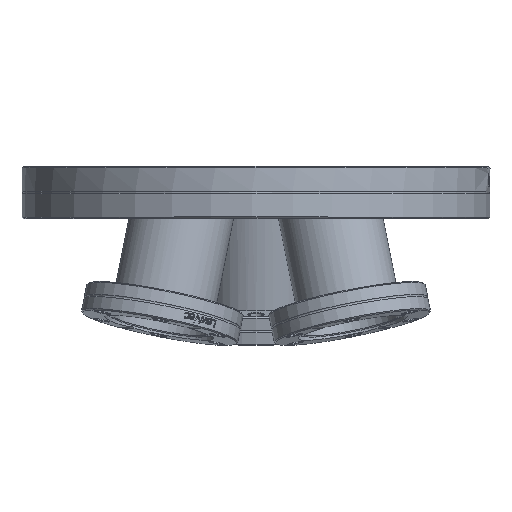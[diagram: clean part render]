
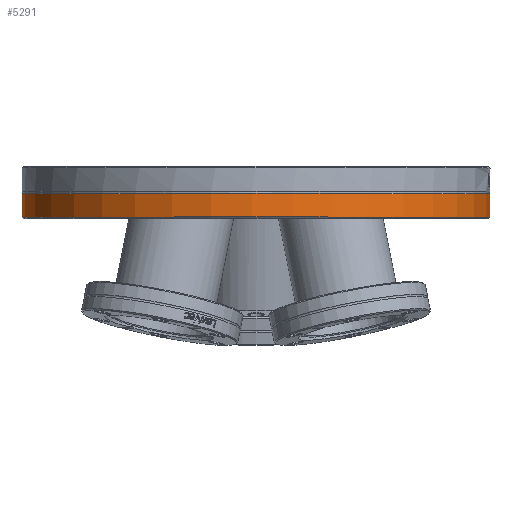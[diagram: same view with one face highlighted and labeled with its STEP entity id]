
A CAD part, top view. The second image highlights one B-rep face of the part: STEP entity #5291.
In plain terms, the highlighted cylindrical face has radius 101.5 mm (diameter 203 mm), a full revolution.
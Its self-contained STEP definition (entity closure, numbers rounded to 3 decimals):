
#558=CIRCLE('',#5700,101.5);
#559=CIRCLE('',#5701,101.5);
#581=CIRCLE('',#5725,101.5);
#582=CIRCLE('',#5726,101.5);
#583=CIRCLE('',#5727,101.5);
#870=FACE_OUTER_BOUND('',#1193,.T.);
#1193=EDGE_LOOP('',(#3625,#3626,#3627,#3628,#3629,#3630,#3631));
#1547=LINE('',#7585,#1856);
#1856=VECTOR('',#6280,101.5);
#2213=VERTEX_POINT('',#7530);
#2214=VERTEX_POINT('',#7531);
#2236=VERTEX_POINT('',#7579);
#2237=VERTEX_POINT('',#7580);
#2238=VERTEX_POINT('',#7582);
#2764=EDGE_CURVE('',#2213,#2214,#558,.T.);
#2765=EDGE_CURVE('',#2214,#2213,#559,.T.);
#2788=EDGE_CURVE('',#2236,#2237,#581,.T.);
#2789=EDGE_CURVE('',#2238,#2236,#582,.T.);
#2790=EDGE_CURVE('',#2237,#2238,#583,.T.);
#2791=EDGE_CURVE('',#2237,#2214,#1547,.T.);
#3625=ORIENTED_EDGE('',*,*,#2788,.F.);
#3626=ORIENTED_EDGE('',*,*,#2789,.F.);
#3627=ORIENTED_EDGE('',*,*,#2790,.F.);
#3628=ORIENTED_EDGE('',*,*,#2791,.T.);
#3629=ORIENTED_EDGE('',*,*,#2764,.F.);
#3630=ORIENTED_EDGE('',*,*,#2765,.F.);
#3631=ORIENTED_EDGE('',*,*,#2791,.F.);
#5230=CYLINDRICAL_SURFACE('',#5724,101.5);
#5291=ADVANCED_FACE('',(#870),#5230,.T.);
#5700=AXIS2_PLACEMENT_3D('',#7532,#6223,#6224);
#5701=AXIS2_PLACEMENT_3D('',#7533,#6225,#6226);
#5724=AXIS2_PLACEMENT_3D('',#7578,#6272,#6273);
#5725=AXIS2_PLACEMENT_3D('',#7581,#6274,#6275);
#5726=AXIS2_PLACEMENT_3D('',#7583,#6276,#6277);
#5727=AXIS2_PLACEMENT_3D('',#7584,#6278,#6279);
#6223=DIRECTION('center_axis',(0.,-1.,0.));
#6224=DIRECTION('ref_axis',(1.,0.,0.));
#6225=DIRECTION('center_axis',(0.,-1.,0.));
#6226=DIRECTION('ref_axis',(1.,0.,0.));
#6272=DIRECTION('center_axis',(0.,1.,0.));
#6273=DIRECTION('ref_axis',(-1.,0.,0.));
#6274=DIRECTION('center_axis',(0.,1.,0.));
#6275=DIRECTION('ref_axis',(1.,0.,0.));
#6276=DIRECTION('center_axis',(0.,1.,0.));
#6277=DIRECTION('ref_axis',(1.,0.,0.));
#6278=DIRECTION('center_axis',(0.,1.,0.));
#6279=DIRECTION('ref_axis',(1.,0.,0.));
#6280=DIRECTION('',(0.,-1.,0.));
#7530=CARTESIAN_POINT('',(-101.5,0.5,0.));
#7531=CARTESIAN_POINT('',(101.5,0.5,0.));
#7532=CARTESIAN_POINT('Origin',(0.,0.5,0.));
#7533=CARTESIAN_POINT('Origin',(0.,0.5,0.));
#7578=CARTESIAN_POINT('Origin',(0.,5.356,0.));
#7579=CARTESIAN_POINT('',(-101.5,10.713,0.));
#7580=CARTESIAN_POINT('',(101.5,10.713,0.));
#7581=CARTESIAN_POINT('Origin',(0.,10.713,0.));
#7582=CARTESIAN_POINT('',(0.,10.713,-101.5));
#7583=CARTESIAN_POINT('Origin',(0.,10.713,0.));
#7584=CARTESIAN_POINT('Origin',(0.,10.713,0.));
#7585=CARTESIAN_POINT('',(101.5,5.356,0.));
